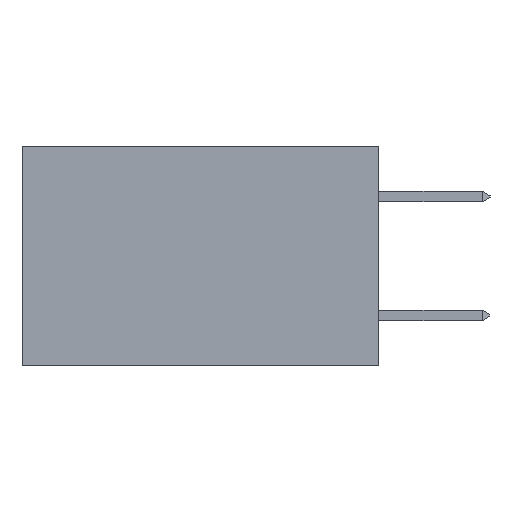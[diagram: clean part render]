
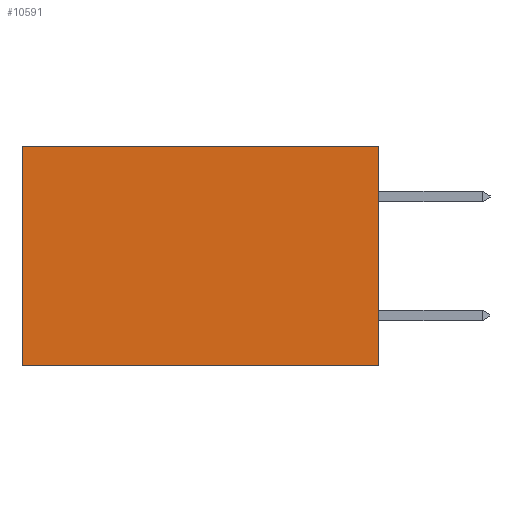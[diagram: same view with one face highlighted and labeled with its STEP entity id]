
A CAD part, left-side view. The second image highlights one B-rep face of the part: STEP entity #10591.
In plain terms, the highlighted planar face has unit normal (-1, 0, 0).
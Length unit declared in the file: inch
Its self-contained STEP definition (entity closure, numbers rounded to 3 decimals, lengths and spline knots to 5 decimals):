
#516 = CARTESIAN_POINT ( 'NONE',  ( 0.298, 0.6, 0. ) ) ;
#1880 = ORIENTED_EDGE ( 'NONE', *, *, #5250, .F. ) ;
#1893 = ORIENTED_EDGE ( 'NONE', *, *, #25698, .F. ) ;
#2213 = CARTESIAN_POINT ( 'NONE',  ( 0.298, 0.6, -0.37 ) ) ;
#3199 = CARTESIAN_POINT ( 'NONE',  ( 0.298, 0., 0. ) ) ;
#3295 = VECTOR ( 'NONE', #23670, 39.37008 ) ;
#3956 = DIRECTION ( 'NONE',  ( 0., 1., 0. ) ) ;
#5091 = CARTESIAN_POINT ( 'NONE',  ( 0.298, 0., -0.37 ) ) ;
#5250 = EDGE_CURVE ( 'NONE', #18116, #7872, #20216, .T. ) ;
#5403 = VERTEX_POINT ( 'NONE', #516 ) ;
#6009 = CARTESIAN_POINT ( 'NONE',  ( 0.298, 0., -0.37 ) ) ;
#7709 = PLANE ( 'NONE',  #10731 ) ;
#7872 = VERTEX_POINT ( 'NONE', #5091 ) ;
#8823 = EDGE_LOOP ( 'NONE', ( #17679, #1893, #1880, #20984 ) ) ;
#9938 = DIRECTION ( 'NONE',  ( 1., 0., 0. ) ) ;
#10455 = VECTOR ( 'NONE', #12504, 39.37008 ) ;
#10591 = ADVANCED_FACE ( 'NONE', ( #25895 ), #7709, .F. ) ;
#10638 = VECTOR ( 'NONE', #14514, 39.37008 ) ;
#10731 = AXIS2_PLACEMENT_3D ( 'NONE', #3199, #9938, #25238 ) ;
#11399 = EDGE_CURVE ( 'NONE', #5403, #21432, #16989, .T. ) ;
#12504 = DIRECTION ( 'NONE',  ( 0., 0., -1. ) ) ;
#14182 = EDGE_CURVE ( 'NONE', #18116, #5403, #22989, .T. ) ;
#14514 = DIRECTION ( 'NONE',  ( 0., 1., 0. ) ) ;
#14632 = VECTOR ( 'NONE', #3956, 39.37008 ) ;
#14948 = CARTESIAN_POINT ( 'NONE',  ( 0.298, 0., 0. ) ) ;
#16814 = CARTESIAN_POINT ( 'NONE',  ( 0.298, 0.6, 0. ) ) ;
#16989 = LINE ( 'NONE', #16814, #10455 ) ;
#17679 = ORIENTED_EDGE ( 'NONE', *, *, #11399, .T. ) ;
#18116 = VERTEX_POINT ( 'NONE', #23202 ) ;
#20216 = LINE ( 'NONE', #14948, #3295 ) ;
#20984 = ORIENTED_EDGE ( 'NONE', *, *, #14182, .T. ) ;
#21432 = VERTEX_POINT ( 'NONE', #2213 ) ;
#22989 = LINE ( 'NONE', #25381, #10638 ) ;
#23202 = CARTESIAN_POINT ( 'NONE',  ( 0.298, 0., 0. ) ) ;
#23670 = DIRECTION ( 'NONE',  ( 0., 0., -1. ) ) ;
#25238 = DIRECTION ( 'NONE',  ( 0., 0., -1. ) ) ;
#25381 = CARTESIAN_POINT ( 'NONE',  ( 0.298, 0., 0. ) ) ;
#25698 = EDGE_CURVE ( 'NONE', #7872, #21432, #26215, .T. ) ;
#25895 = FACE_OUTER_BOUND ( 'NONE', #8823, .T. ) ;
#26215 = LINE ( 'NONE', #6009, #14632 ) ;
